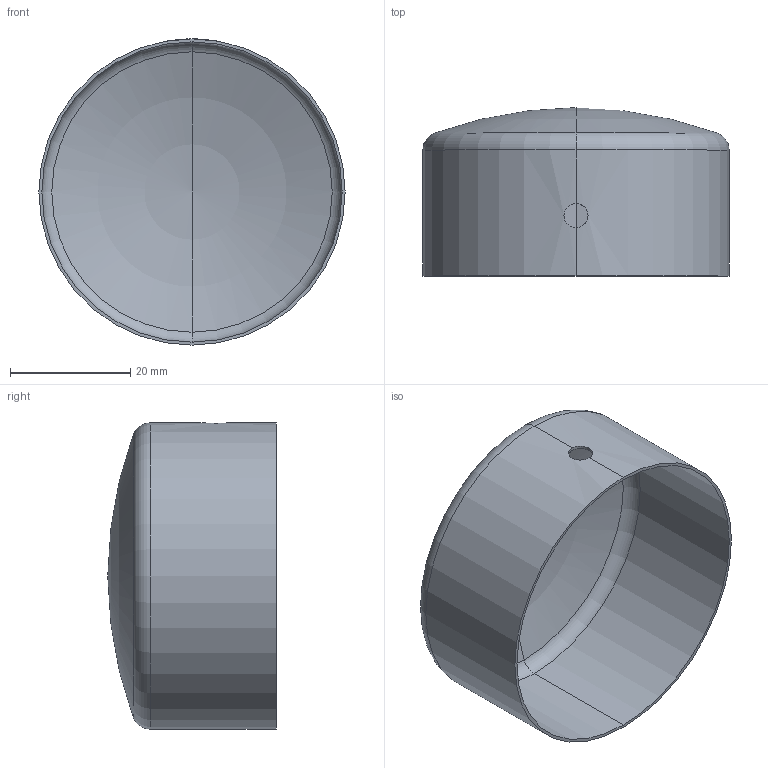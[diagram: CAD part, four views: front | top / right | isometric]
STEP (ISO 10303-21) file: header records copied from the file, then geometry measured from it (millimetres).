
FILE_DESCRIPTION (( 'STEP AP214' ), '1' );
FILE_NAME ('àðò. KRT611.STEP', '2014-06-04T10:50:14', ( '' ), ( '' ), 'SwSTEP 2.0', 'SolidWorks 2014', '' );
FILE_SCHEMA (( 'AUTOMOTIVE_DESIGN' ));
Length unit declared in the file: millimetre
Products named in the file (1): àðò. KRT611
Bounding box: 50.9 x 28 x 50.9 mm (x, y, z)
Volume: 2797.2 mm3; surface area: 11274.9 mm2
Topology: 1 solids, 1 shells, 15 faces, 40 edges, 22 vertices
Faces by surface type: torus 8, cylinder 6, plane 1
Entity records: 576 total; most frequent: CARTESIAN_POINT 186, DIRECTION 80, ORIENTED_EDGE 72, AXIS2_PLACEMENT_3D 36, EDGE_CURVE 36, VERTEX_POINT 22, CIRCLE 20, EDGE_LOOP 16
